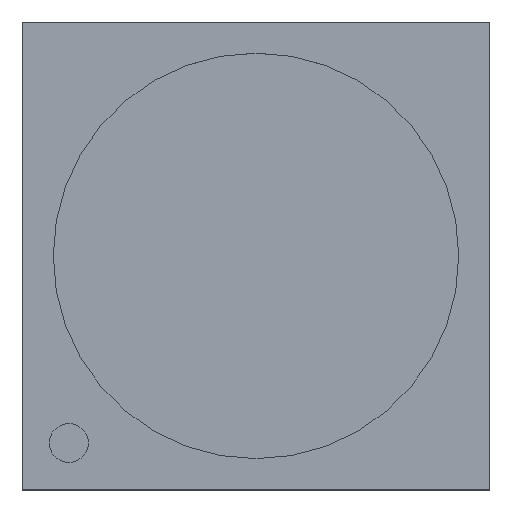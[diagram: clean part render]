
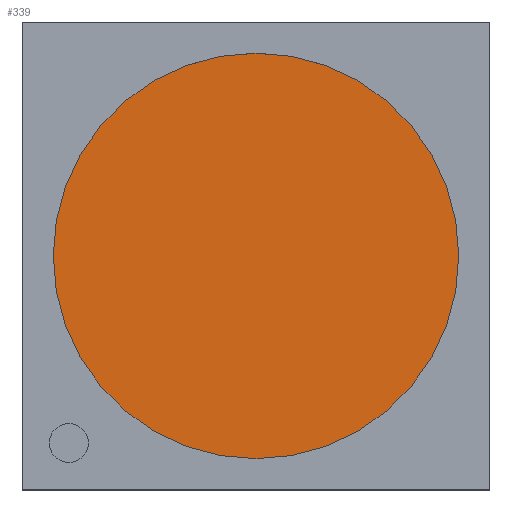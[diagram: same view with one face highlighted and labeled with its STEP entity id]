
A CAD part, top view. The second image highlights one B-rep face of the part: STEP entity #339.
In plain terms, the highlighted planar face has unit normal (0, 0, 1).
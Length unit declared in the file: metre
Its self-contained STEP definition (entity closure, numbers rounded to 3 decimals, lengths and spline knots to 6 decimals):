
#30=CIRCLE('',#461,0.0013);
#108=ORIENTED_EDGE('',*,*,#150,.T.);
#150=EDGE_CURVE('',#178,#178,#30,.T.);
#178=VERTEX_POINT('',#635);
#274=EDGE_LOOP('',(#108));
#300=FACE_BOUND('',#274,.T.);
#320=PLANE('',#462);
#339=ADVANCED_FACE('',(#300),#320,.T.);
#461=AXIS2_PLACEMENT_3D('',#634,#542,#543);
#462=AXIS2_PLACEMENT_3D('',#636,#544,#545);
#542=DIRECTION('',(0.,0.,1.));
#543=DIRECTION('',(1.,0.,0.));
#544=DIRECTION('',(0.,0.,1.));
#545=DIRECTION('',(1.,0.,0.));
#634=CARTESIAN_POINT('',(0.,0.,0.00044));
#635=CARTESIAN_POINT('',(0.0013,0.,0.00044));
#636=CARTESIAN_POINT('',(0.,0.,0.00044));
